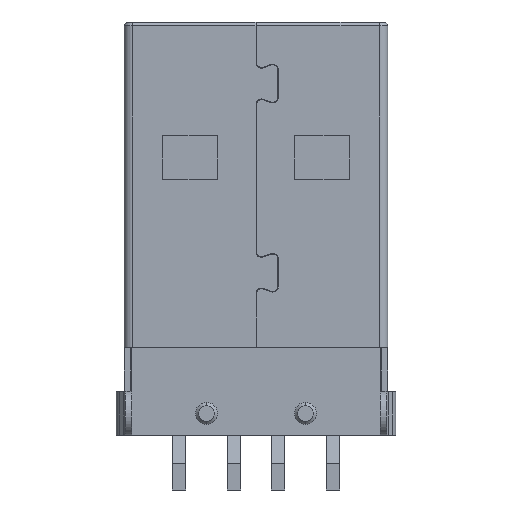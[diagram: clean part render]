
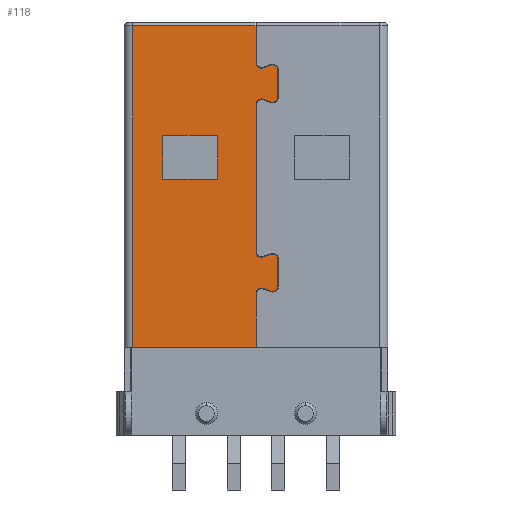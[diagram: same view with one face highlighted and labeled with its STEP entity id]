
A CAD part, front view. The second image highlights one B-rep face of the part: STEP entity #118.
In plain terms, the highlighted planar face has unit normal (0, -1, 0).
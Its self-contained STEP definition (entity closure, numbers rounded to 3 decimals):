
#118=ADVANCED_FACE('',(#473,#474),#475,.T.);
#473=FACE_OUTER_BOUND('',#1104,.T.);
#474=FACE_BOUND('',#1105,.T.);
#475=PLANE('',#1106);
#1104=EDGE_LOOP('',(#2299,#2300,#2301,#2302,#2303,#2304,#2305,#2306,#2307,#2308,#2309,#2310,#2311,#2312,#2313,#2314,#2315,#2316,#2317,#2318));
#1105=EDGE_LOOP('',(#2319,#2320,#2321,#2322));
#1106=AXIS2_PLACEMENT_3D('',#2323,#2324,#2325);
#2299=ORIENTED_EDGE('',*,*,#4651,.F.);
#2300=ORIENTED_EDGE('',*,*,#4652,.F.);
#2301=ORIENTED_EDGE('',*,*,#4615,.T.);
#2302=ORIENTED_EDGE('',*,*,#4653,.T.);
#2303=ORIENTED_EDGE('',*,*,#4654,.F.);
#2304=ORIENTED_EDGE('',*,*,#4655,.F.);
#2305=ORIENTED_EDGE('',*,*,#4656,.T.);
#2306=ORIENTED_EDGE('',*,*,#4657,.F.);
#2307=ORIENTED_EDGE('',*,*,#4658,.T.);
#2308=ORIENTED_EDGE('',*,*,#4659,.F.);
#2309=ORIENTED_EDGE('',*,*,#4660,.F.);
#2310=ORIENTED_EDGE('',*,*,#4661,.F.);
#2311=ORIENTED_EDGE('',*,*,#4662,.F.);
#2312=ORIENTED_EDGE('',*,*,#4663,.F.);
#2313=ORIENTED_EDGE('',*,*,#4664,.T.);
#2314=ORIENTED_EDGE('',*,*,#4665,.F.);
#2315=ORIENTED_EDGE('',*,*,#4666,.T.);
#2316=ORIENTED_EDGE('',*,*,#4667,.F.);
#2317=ORIENTED_EDGE('',*,*,#4668,.F.);
#2318=ORIENTED_EDGE('',*,*,#4669,.F.);
#2319=ORIENTED_EDGE('',*,*,#4670,.F.);
#2320=ORIENTED_EDGE('',*,*,#4671,.F.);
#2321=ORIENTED_EDGE('',*,*,#4672,.F.);
#2322=ORIENTED_EDGE('',*,*,#4673,.F.);
#2323=CARTESIAN_POINT('',(-5.6,-2.25,-9.4));
#2324=DIRECTION('',(0.0,-1.0,0.0));
#2325=DIRECTION('',(0.0,0.0,-1.0));
#4615=EDGE_CURVE('',#5586,#5584,#5587,.T.);
#4651=EDGE_CURVE('',#5653,#5654,#5655,.T.);
#4652=EDGE_CURVE('',#5586,#5653,#5656,.T.);
#4653=EDGE_CURVE('',#5584,#5657,#5658,.T.);
#4654=EDGE_CURVE('',#5659,#5657,#5660,.T.);
#4655=EDGE_CURVE('',#5661,#5659,#5662,.T.);
#4656=EDGE_CURVE('',#5661,#5663,#5664,.T.);
#4657=EDGE_CURVE('',#5665,#5663,#5666,.T.);
#4658=EDGE_CURVE('',#5665,#5667,#5668,.T.);
#4659=EDGE_CURVE('',#5669,#5667,#5670,.T.);
#4660=EDGE_CURVE('',#5671,#5669,#5672,.T.);
#4661=EDGE_CURVE('',#5673,#5671,#5674,.T.);
#4662=EDGE_CURVE('',#5675,#5673,#5676,.T.);
#4663=EDGE_CURVE('',#5677,#5675,#5678,.T.);
#4664=EDGE_CURVE('',#5677,#5679,#5680,.T.);
#4665=EDGE_CURVE('',#5681,#5679,#5682,.T.);
#4666=EDGE_CURVE('',#5681,#5683,#5684,.T.);
#4667=EDGE_CURVE('',#5685,#5683,#5686,.T.);
#4668=EDGE_CURVE('',#5687,#5685,#5688,.T.);
#4669=EDGE_CURVE('',#5654,#5687,#5689,.T.);
#4670=EDGE_CURVE('',#5690,#5691,#5692,.T.);
#4671=EDGE_CURVE('',#5693,#5690,#5694,.T.);
#4672=EDGE_CURVE('',#5695,#5693,#5696,.T.);
#4673=EDGE_CURVE('',#5691,#5695,#5697,.T.);
#5584=VERTEX_POINT('',#7085);
#5586=VERTEX_POINT('',#7088);
#5587=LINE('',#7089,#7090);
#5653=VERTEX_POINT('',#7179);
#5654=VERTEX_POINT('',#7180);
#5655=LINE('',#7181,#7182);
#5656=LINE('',#7183,#7184);
#5657=VERTEX_POINT('',#7185);
#5658=LINE('',#7186,#7187);
#5659=VERTEX_POINT('',#7188);
#5660=CIRCLE('',#7189,0.25);
#5661=VERTEX_POINT('',#7190);
#5662=LINE('',#7191,#7192);
#5663=VERTEX_POINT('',#7193);
#5664=CIRCLE('',#7194,0.25);
#5665=VERTEX_POINT('',#7195);
#5666=LINE('',#7196,#7197);
#5667=VERTEX_POINT('',#7198);
#5668=CIRCLE('',#7199,0.25);
#5669=VERTEX_POINT('',#7200);
#5670=LINE('',#7201,#7202);
#5671=VERTEX_POINT('',#7203);
#5672=CIRCLE('',#7204,0.25);
#5673=VERTEX_POINT('',#7205);
#5674=LINE('',#7206,#7207);
#5675=VERTEX_POINT('',#7208);
#5676=CIRCLE('',#7209,0.25);
#5677=VERTEX_POINT('',#7210);
#5678=LINE('',#7211,#7212);
#5679=VERTEX_POINT('',#7213);
#5680=CIRCLE('',#7214,0.25);
#5681=VERTEX_POINT('',#7215);
#5682=LINE('',#7216,#7217);
#5683=VERTEX_POINT('',#7218);
#5684=CIRCLE('',#7219,0.25);
#5685=VERTEX_POINT('',#7220);
#5686=LINE('',#7221,#7222);
#5687=VERTEX_POINT('',#7223);
#5688=CIRCLE('',#7224,0.25);
#5689=LINE('',#7225,#7226);
#5690=VERTEX_POINT('',#7227);
#5691=VERTEX_POINT('',#7228);
#5692=LINE('',#7229,#7230);
#5693=VERTEX_POINT('',#7231);
#5694=LINE('',#7232,#7233);
#5695=VERTEX_POINT('',#7234);
#5696=LINE('',#7235,#7236);
#5697=LINE('',#7237,#7238);
#7085=CARTESIAN_POINT('',(0.0,-2.25,-5.4));
#7088=CARTESIAN_POINT('',(-5.6,-2.25,-5.4));
#7089=CARTESIAN_POINT('',(-5.6,-2.25,-5.4));
#7090=VECTOR('',#9025,5.6);
#7179=CARTESIAN_POINT('',(-5.6,-2.25,9.227));
#7180=CARTESIAN_POINT('',(0.0,-2.25,9.227));
#7181=CARTESIAN_POINT('',(-5.6,-2.25,9.227));
#7182=VECTOR('',#9085,5.6);
#7183=CARTESIAN_POINT('',(-5.6,-2.25,-5.4));
#7184=VECTOR('',#9086,14.627);
#7185=CARTESIAN_POINT('',(0.0,-2.25,-2.95));
#7186=CARTESIAN_POINT('',(0.0,-2.25,-5.4));
#7187=VECTOR('',#9087,2.45);
#7188=CARTESIAN_POINT('',(0.336,-2.25,-2.715));
#7189=AXIS2_PLACEMENT_3D('',#9088,#9089,#9090);
#7190=CARTESIAN_POINT('',(0.664,-2.25,-2.835));
#7191=CARTESIAN_POINT('',(0.664,-2.25,-2.835));
#7192=VECTOR('',#9091,0.35);
#7193=CARTESIAN_POINT('',(1.0,-2.25,-2.6));
#7194=AXIS2_PLACEMENT_3D('',#9092,#9093,#9094);
#7195=CARTESIAN_POINT('',(1.0,-2.25,-1.4));
#7196=CARTESIAN_POINT('',(1.0,-2.25,-1.4));
#7197=VECTOR('',#9095,1.2);
#7198=CARTESIAN_POINT('',(0.664,-2.25,-1.165));
#7199=AXIS2_PLACEMENT_3D('',#9096,#9097,#9098);
#7200=CARTESIAN_POINT('',(0.336,-2.25,-1.285));
#7201=CARTESIAN_POINT('',(0.336,-2.25,-1.285));
#7202=VECTOR('',#9099,0.35);
#7203=CARTESIAN_POINT('',(0.0,-2.25,-1.05));
#7204=AXIS2_PLACEMENT_3D('',#9100,#9101,#9102);
#7205=CARTESIAN_POINT('',(0.0,-2.25,5.65));
#7206=CARTESIAN_POINT('',(0.0,-2.25,5.65));
#7207=VECTOR('',#9103,6.7);
#7208=CARTESIAN_POINT('',(0.336,-2.25,5.885));
#7209=AXIS2_PLACEMENT_3D('',#9104,#9105,#9106);
#7210=CARTESIAN_POINT('',(0.664,-2.25,5.765));
#7211=CARTESIAN_POINT('',(0.664,-2.25,5.765));
#7212=VECTOR('',#9107,0.35);
#7213=CARTESIAN_POINT('',(1.0,-2.25,6.0));
#7214=AXIS2_PLACEMENT_3D('',#9108,#9109,#9110);
#7215=CARTESIAN_POINT('',(1.0,-2.25,7.2));
#7216=CARTESIAN_POINT('',(1.0,-2.25,7.2));
#7217=VECTOR('',#9111,1.2);
#7218=CARTESIAN_POINT('',(0.664,-2.25,7.435));
#7219=AXIS2_PLACEMENT_3D('',#9112,#9113,#9114);
#7220=CARTESIAN_POINT('',(0.336,-2.25,7.315));
#7221=CARTESIAN_POINT('',(0.336,-2.25,7.315));
#7222=VECTOR('',#9115,0.35);
#7223=CARTESIAN_POINT('',(0.0,-2.25,7.55));
#7224=AXIS2_PLACEMENT_3D('',#9116,#9117,#9118);
#7225=CARTESIAN_POINT('',(0.0,-2.25,9.227));
#7226=VECTOR('',#9119,1.677);
#7227=CARTESIAN_POINT('',(-1.75,-2.25,4.24));
#7228=CARTESIAN_POINT('',(-4.25,-2.25,4.24));
#7229=CARTESIAN_POINT('',(-1.75,-2.25,4.24));
#7230=VECTOR('',#9120,2.5);
#7231=CARTESIAN_POINT('',(-1.75,-2.25,2.24));
#7232=CARTESIAN_POINT('',(-1.75,-2.25,2.24));
#7233=VECTOR('',#9121,2.0);
#7234=CARTESIAN_POINT('',(-4.25,-2.25,2.24));
#7235=CARTESIAN_POINT('',(-4.25,-2.25,2.24));
#7236=VECTOR('',#9122,2.5);
#7237=CARTESIAN_POINT('',(-4.25,-2.25,4.24));
#7238=VECTOR('',#9123,2.0);
#9025=DIRECTION('',(1.0,0.0,0.0));
#9085=DIRECTION('',(1.,0.,0.));
#9086=DIRECTION('',(0.,0.,1.));
#9087=DIRECTION('',(0.0,0.0,1.0));
#9088=CARTESIAN_POINT('',(0.25,-2.25,-2.95));
#9089=DIRECTION('',(0.0,-1.0,0.0));
#9090=DIRECTION('',(0.342,0.0,0.94));
#9091=DIRECTION('',(-0.94,0.0,0.342));
#9092=CARTESIAN_POINT('',(0.75,-2.25,-2.6));
#9093=DIRECTION('',(0.0,-1.0,-0.0));
#9094=DIRECTION('',(-0.342,0.0,-0.94));
#9095=DIRECTION('',(0.0,0.0,-1.0));
#9096=CARTESIAN_POINT('',(0.75,-2.25,-1.4));
#9097=DIRECTION('',(0.0,-1.0,0.0));
#9098=DIRECTION('',(1.0,0.0,0.0));
#9099=DIRECTION('',(0.94,0.0,0.342));
#9100=CARTESIAN_POINT('',(0.25,-2.25,-1.05));
#9101=DIRECTION('',(0.0,-1.0,0.0));
#9102=DIRECTION('',(-1.0,0.0,0.0));
#9103=DIRECTION('',(0.0,0.0,-1.0));
#9104=CARTESIAN_POINT('',(0.25,-2.25,5.65));
#9105=DIRECTION('',(0.0,-1.0,0.0));
#9106=DIRECTION('',(0.342,0.0,0.94));
#9107=DIRECTION('',(-0.94,0.0,0.342));
#9108=CARTESIAN_POINT('',(0.75,-2.25,6.0));
#9109=DIRECTION('',(0.0,-1.0,-0.0));
#9110=DIRECTION('',(-0.342,0.0,-0.94));
#9111=DIRECTION('',(0.0,0.0,-1.0));
#9112=CARTESIAN_POINT('',(0.75,-2.25,7.2));
#9113=DIRECTION('',(0.0,-1.0,0.0));
#9114=DIRECTION('',(1.0,0.0,0.0));
#9115=DIRECTION('',(0.94,0.0,0.342));
#9116=CARTESIAN_POINT('',(0.25,-2.25,7.55));
#9117=DIRECTION('',(0.0,-1.0,0.0));
#9118=DIRECTION('',(-1.0,0.0,0.0));
#9119=DIRECTION('',(0.0,0.0,-1.0));
#9120=DIRECTION('',(-1.0,0.0,0.0));
#9121=DIRECTION('',(0.0,0.0,1.0));
#9122=DIRECTION('',(1.0,0.0,0.0));
#9123=DIRECTION('',(0.0,0.0,-1.0));
